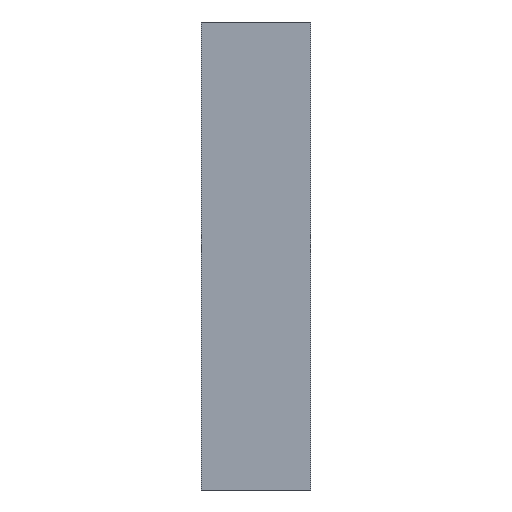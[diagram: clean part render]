
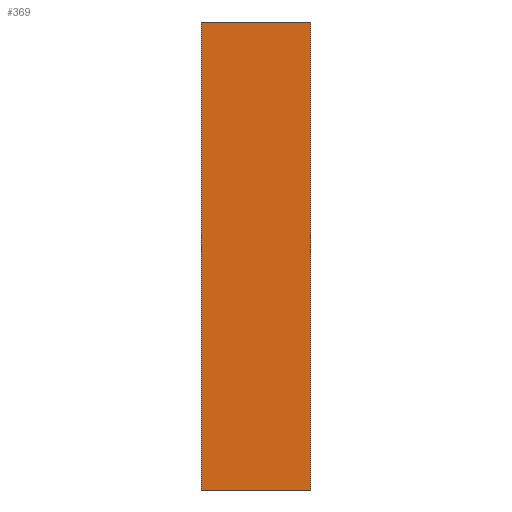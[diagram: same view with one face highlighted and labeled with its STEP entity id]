
A CAD part, left-side view. The second image highlights one B-rep face of the part: STEP entity #369.
In plain terms, the highlighted planar face has unit normal (-1, 0, 0).
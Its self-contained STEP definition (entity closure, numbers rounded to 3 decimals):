
#33=FACE_OUTER_BOUND('',#52,.T.);
#52=EDGE_LOOP('',(#286,#287,#288,#289));
#91=LINE('',#679,#138);
#92=LINE('',#682,#139);
#93=LINE('',#684,#140);
#94=LINE('',#685,#141);
#138=VECTOR('',#461,10.);
#139=VECTOR('',#464,10.);
#140=VECTOR('',#465,10.);
#141=VECTOR('',#466,10.);
#177=VERTEX_POINT('',#645);
#178=VERTEX_POINT('',#662);
#179=VERTEX_POINT('',#681);
#180=VERTEX_POINT('',#683);
#223=EDGE_CURVE('',#177,#178,#91,.T.);
#224=EDGE_CURVE('',#177,#179,#92,.T.);
#225=EDGE_CURVE('',#180,#178,#93,.T.);
#226=EDGE_CURVE('',#179,#180,#94,.T.);
#286=ORIENTED_EDGE('',*,*,#224,.F.);
#287=ORIENTED_EDGE('',*,*,#223,.T.);
#288=ORIENTED_EDGE('',*,*,#225,.F.);
#289=ORIENTED_EDGE('',*,*,#226,.F.);
#350=PLANE('',#400);
#369=ADVANCED_FACE('',(#33),#350,.T.);
#400=AXIS2_PLACEMENT_3D('',#680,#462,#463);
#461=DIRECTION('',(0.,1.,0.));
#462=DIRECTION('center_axis',(-1.,0.,0.));
#463=DIRECTION('ref_axis',(0.,0.,1.));
#464=DIRECTION('',(0.,0.,-1.));
#465=DIRECTION('',(0.,0.,1.));
#466=DIRECTION('',(0.,1.,0.));
#645=CARTESIAN_POINT('',(0.,0.,3991.));
#662=CARTESIAN_POINT('',(0.,1000.,3991.));
#679=CARTESIAN_POINT('',(0.,0.,3991.));
#680=CARTESIAN_POINT('Origin',(0.,0.,-300.));
#681=CARTESIAN_POINT('',(0.,0.,-300.));
#682=CARTESIAN_POINT('',(0.,0.,0.));
#683=CARTESIAN_POINT('',(0.,1000.,-300.));
#684=CARTESIAN_POINT('',(0.,1000.,0.));
#685=CARTESIAN_POINT('',(0.,0.,-300.));
